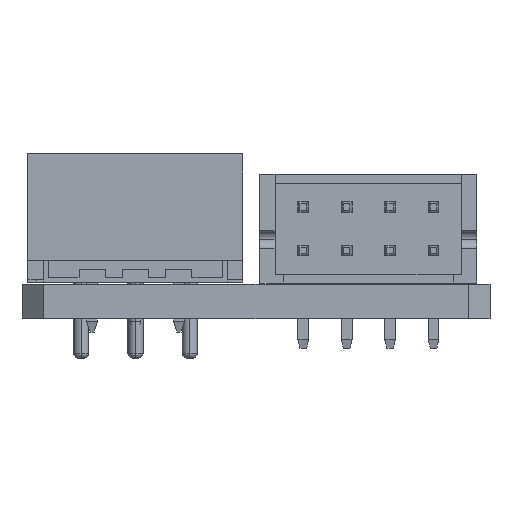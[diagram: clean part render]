
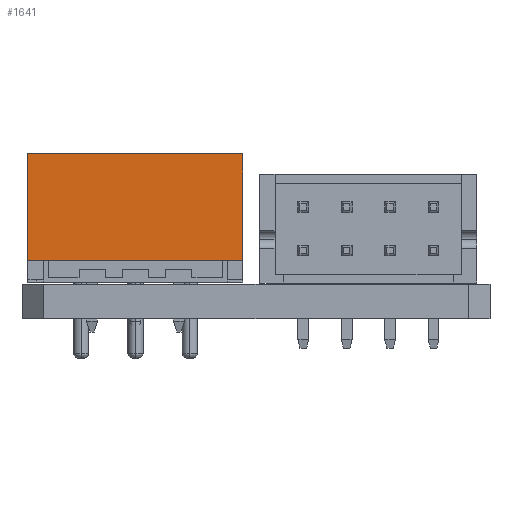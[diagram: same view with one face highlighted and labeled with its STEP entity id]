
A CAD part, left-side view. The second image highlights one B-rep face of the part: STEP entity #1641.
In plain terms, the highlighted face is planar.
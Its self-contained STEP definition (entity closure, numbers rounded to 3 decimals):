
#544 = VERTEX_POINT('',#545);
#545 = CARTESIAN_POINT('',(4.95,2.95,2.47));
#554 = PLANE('',#555);
#555 = AXIS2_PLACEMENT_3D('',#556,#557,#558);
#556 = CARTESIAN_POINT('',(4.95,-2.95,2.47));
#557 = DIRECTION('',(1.,0.,0.));
#558 = DIRECTION('',(0.,0.,-1.));
#566 = PLANE('',#567);
#567 = AXIS2_PLACEMENT_3D('',#568,#569,#570);
#568 = CARTESIAN_POINT('',(0.,2.95,0.));
#569 = DIRECTION('',(0.,1.,0.));
#570 = DIRECTION('',(1.,0.,0.));
#578 = EDGE_CURVE('',#579,#544,#581,.T.);
#579 = VERTEX_POINT('',#580);
#580 = CARTESIAN_POINT('',(4.95,-1.95,2.47));
#581 = SURFACE_CURVE('',#582,(#586,#593),.PCURVE_S1.);
#582 = LINE('',#583,#584);
#583 = CARTESIAN_POINT('',(4.95,-1.95,2.47));
#584 = VECTOR('',#585,1.);
#585 = DIRECTION('',(0.,1.,0.));
#586 = PCURVE('',#554,#587);
#587 = DEFINITIONAL_REPRESENTATION('',(#588),#592);
#588 = LINE('',#589,#590);
#589 = CARTESIAN_POINT('',(0.,1.));
#590 = VECTOR('',#591,1.);
#591 = DIRECTION('',(0.,1.));
#592 = ( GEOMETRIC_REPRESENTATION_CONTEXT(2) 
PARAMETRIC_REPRESENTATION_CONTEXT() REPRESENTATION_CONTEXT('2D SPACE',''
  ) );
#593 = PCURVE('',#594,#599);
#594 = PLANE('',#595);
#595 = AXIS2_PLACEMENT_3D('',#596,#597,#598);
#596 = CARTESIAN_POINT('',(-4.95,-2.95,2.47));
#597 = DIRECTION('',(0.,0.,1.));
#598 = DIRECTION('',(1.,0.,-0.));
#599 = DEFINITIONAL_REPRESENTATION('',(#600),#604);
#600 = LINE('',#601,#602);
#601 = CARTESIAN_POINT('',(9.9,1.));
#602 = VECTOR('',#603,1.);
#603 = DIRECTION('',(0.,1.));
#604 = ( GEOMETRIC_REPRESENTATION_CONTEXT(2) 
PARAMETRIC_REPRESENTATION_CONTEXT() REPRESENTATION_CONTEXT('2D SPACE',''
  ) );
#622 = PLANE('',#623);
#623 = AXIS2_PLACEMENT_3D('',#624,#625,#626);
#624 = CARTESIAN_POINT('',(4.95,-1.95,1.25));
#625 = DIRECTION('',(0.,1.,0.));
#626 = DIRECTION('',(0.,-0.,1.));
#932 = VERTEX_POINT('',#933);
#933 = CARTESIAN_POINT('',(-4.95,2.95,2.47));
#947 = PLANE('',#948);
#948 = AXIS2_PLACEMENT_3D('',#949,#950,#951);
#949 = CARTESIAN_POINT('',(-4.95,-2.95,-1.19));
#950 = DIRECTION('',(-1.,0.,0.));
#951 = DIRECTION('',(0.,0.,1.));
#959 = EDGE_CURVE('',#932,#544,#960,.T.);
#960 = SURFACE_CURVE('',#961,(#965,#972),.PCURVE_S1.);
#961 = LINE('',#962,#963);
#962 = CARTESIAN_POINT('',(-4.95,2.95,2.47));
#963 = VECTOR('',#964,1.);
#964 = DIRECTION('',(1.,0.,0.));
#965 = PCURVE('',#566,#966);
#966 = DEFINITIONAL_REPRESENTATION('',(#967),#971);
#967 = LINE('',#968,#969);
#968 = CARTESIAN_POINT('',(-4.95,-2.47));
#969 = VECTOR('',#970,1.);
#970 = DIRECTION('',(1.,0.));
#971 = ( GEOMETRIC_REPRESENTATION_CONTEXT(2) 
PARAMETRIC_REPRESENTATION_CONTEXT() REPRESENTATION_CONTEXT('2D SPACE',''
  ) );
#972 = PCURVE('',#594,#973);
#973 = DEFINITIONAL_REPRESENTATION('',(#974),#978);
#974 = LINE('',#975,#976);
#975 = CARTESIAN_POINT('',(0.,5.9));
#976 = VECTOR('',#977,1.);
#977 = DIRECTION('',(1.,0.));
#978 = ( GEOMETRIC_REPRESENTATION_CONTEXT(2) 
PARAMETRIC_REPRESENTATION_CONTEXT() REPRESENTATION_CONTEXT('2D SPACE',''
  ) );
#1464 = VERTEX_POINT('',#1465);
#1465 = CARTESIAN_POINT('',(-4.95,-1.95,2.47));
#1486 = EDGE_CURVE('',#1464,#932,#1487,.T.);
#1487 = SURFACE_CURVE('',#1488,(#1492,#1499),.PCURVE_S1.);
#1488 = LINE('',#1489,#1490);
#1489 = CARTESIAN_POINT('',(-4.95,-1.95,2.47));
#1490 = VECTOR('',#1491,1.);
#1491 = DIRECTION('',(0.,1.,0.));
#1492 = PCURVE('',#947,#1493);
#1493 = DEFINITIONAL_REPRESENTATION('',(#1494),#1498);
#1494 = LINE('',#1495,#1496);
#1495 = CARTESIAN_POINT('',(3.66,1.));
#1496 = VECTOR('',#1497,1.);
#1497 = DIRECTION('',(0.,1.));
#1498 = ( GEOMETRIC_REPRESENTATION_CONTEXT(2) 
PARAMETRIC_REPRESENTATION_CONTEXT() REPRESENTATION_CONTEXT('2D SPACE',''
  ) );
#1499 = PCURVE('',#594,#1500);
#1500 = DEFINITIONAL_REPRESENTATION('',(#1501),#1505);
#1501 = LINE('',#1502,#1503);
#1502 = CARTESIAN_POINT('',(0.,1.));
#1503 = VECTOR('',#1504,1.);
#1504 = DIRECTION('',(0.,1.));
#1505 = ( GEOMETRIC_REPRESENTATION_CONTEXT(2) 
PARAMETRIC_REPRESENTATION_CONTEXT() REPRESENTATION_CONTEXT('2D SPACE',''
  ) );
#1641 = ADVANCED_FACE('',(#1642),#594,.T.);
#1642 = FACE_BOUND('',#1643,.F.);
#1643 = EDGE_LOOP('',(#1644,#1665,#1666,#1667));
#1644 = ORIENTED_EDGE('',*,*,#1645,.F.);
#1645 = EDGE_CURVE('',#1464,#579,#1646,.T.);
#1646 = SURFACE_CURVE('',#1647,(#1651,#1658),.PCURVE_S1.);
#1647 = LINE('',#1648,#1649);
#1648 = CARTESIAN_POINT('',(-4.95,-1.95,2.47));
#1649 = VECTOR('',#1650,1.);
#1650 = DIRECTION('',(1.,0.,0.));
#1651 = PCURVE('',#594,#1652);
#1652 = DEFINITIONAL_REPRESENTATION('',(#1653),#1657);
#1653 = LINE('',#1654,#1655);
#1654 = CARTESIAN_POINT('',(0.,1.));
#1655 = VECTOR('',#1656,1.);
#1656 = DIRECTION('',(1.,0.));
#1657 = ( GEOMETRIC_REPRESENTATION_CONTEXT(2) 
PARAMETRIC_REPRESENTATION_CONTEXT() REPRESENTATION_CONTEXT('2D SPACE',''
  ) );
#1658 = PCURVE('',#622,#1659);
#1659 = DEFINITIONAL_REPRESENTATION('',(#1660),#1664);
#1660 = LINE('',#1661,#1662);
#1661 = CARTESIAN_POINT('',(1.22,-9.9));
#1662 = VECTOR('',#1663,1.);
#1663 = DIRECTION('',(0.,1.));
#1664 = ( GEOMETRIC_REPRESENTATION_CONTEXT(2) 
PARAMETRIC_REPRESENTATION_CONTEXT() REPRESENTATION_CONTEXT('2D SPACE',''
  ) );
#1665 = ORIENTED_EDGE('',*,*,#1486,.T.);
#1666 = ORIENTED_EDGE('',*,*,#959,.T.);
#1667 = ORIENTED_EDGE('',*,*,#578,.F.);
